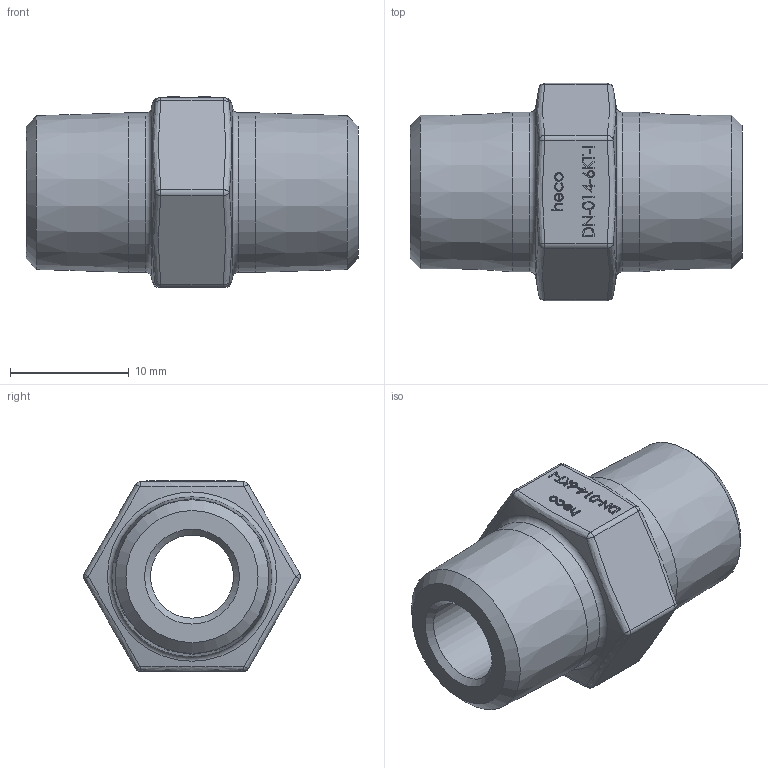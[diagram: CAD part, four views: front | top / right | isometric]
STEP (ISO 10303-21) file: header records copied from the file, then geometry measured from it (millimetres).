
FILE_DESCRIPTION (( 'STEP AP214' ), '1' );
FILE_NAME ('heco DN-014-6KT-I.STEP', '2016-01-11T08:50:14', ( 'test' ), ( '' ), 'SwSTEP 2.0', 'SolidWorks 2011', '' );
FILE_SCHEMA (( 'AUTOMOTIVE_DESIGN' ));
Length unit declared in the file: millimetre
Products named in the file (1): heco DN-014-6KT-I
Bounding box: 28 x 18.32 x 16.1 mm (x, y, z)
Volume: 3296.8 mm3; surface area: 2111.2 mm2
Topology: 1 solids, 1 shells, 219 faces, 551 edges, 352 vertices
Faces by surface type: plane 116, bspline 72, sphere 12, cylinder 9, cone 8, torus 2
Full cylindrical faces by diameter (mm): 7 x1, 13.45 x2
Entity records: 11608 total; most frequent: CARTESIAN_POINT 5158, ORIENTED_EDGE 1048, DIRECTION 726, EDGE_CURVE 524, VERTEX_POINT 342, LINE 330, VECTOR 330, EDGE_LOOP 256
